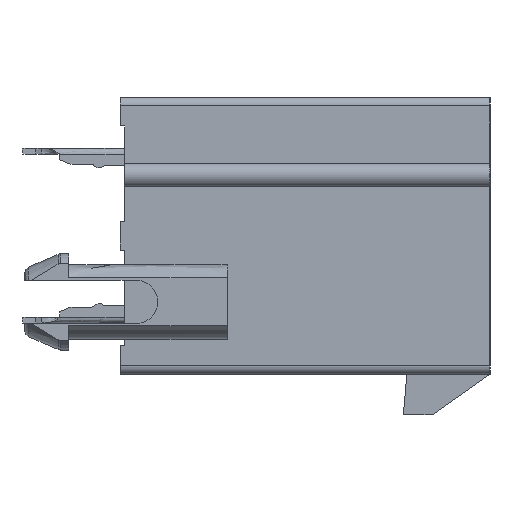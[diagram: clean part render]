
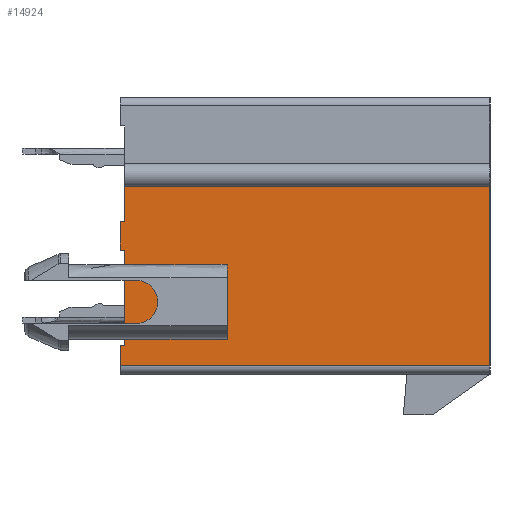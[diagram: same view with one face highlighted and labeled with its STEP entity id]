
A CAD part, left-side view. The second image highlights one B-rep face of the part: STEP entity #14924.
In plain terms, the highlighted planar face has unit normal (-1, 0, 0).
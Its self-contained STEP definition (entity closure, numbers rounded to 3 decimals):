
#85=CARTESIAN_POINT('',(-25.8,0.,1.7));
#86=VERTEX_POINT('',#85);
#94=CARTESIAN_POINT('',(-25.8,0.,-4.5));
#95=VERTEX_POINT('',#94);
#96=CARTESIAN_POINT('',(-25.8,0.,1.7));
#97=DIRECTION('',(0.,0.,-1.));
#98=VECTOR('',#97,6.2);
#99=LINE('',#96,#98);
#100=EDGE_CURVE('',#86,#95,#99,.T.);
#1390=CARTESIAN_POINT('',(-25.8,12.8,-4.5));
#1391=VERTEX_POINT('',#1390);
#1392=CARTESIAN_POINT('',(-25.8,0.,-4.5));
#1393=DIRECTION('',(0.,1.,0.));
#1394=VECTOR('',#1393,12.8);
#1395=LINE('',#1392,#1394);
#1396=EDGE_CURVE('',#95,#1391,#1395,.T.);
#2666=CARTESIAN_POINT('',(-25.8,12.8,0.5));
#2667=VERTEX_POINT('',#2666);
#2668=CARTESIAN_POINT('',(-25.8,12.65,0.5));
#2669=VERTEX_POINT('',#2668);
#2670=CARTESIAN_POINT('',(-25.8,12.8,0.5));
#2671=DIRECTION('',(0.,-1.,0.));
#2672=VECTOR('',#2671,0.15);
#2673=LINE('',#2670,#2672);
#2674=EDGE_CURVE('',#2667,#2669,#2673,.T.);
#2772=CARTESIAN_POINT('',(-25.8,12.8,-0.5));
#2773=VERTEX_POINT('',#2772);
#2780=CARTESIAN_POINT('',(-25.8,12.8,-0.5));
#2781=DIRECTION('',(0.,0.,1.));
#2782=VECTOR('',#2781,1.);
#2783=LINE('',#2780,#2782);
#2784=EDGE_CURVE('',#2773,#2667,#2783,.T.);
#2801=CARTESIAN_POINT('',(-25.8,12.65,-0.5));
#2802=VERTEX_POINT('',#2801);
#2803=CARTESIAN_POINT('',(-25.8,12.65,-0.5));
#2804=DIRECTION('',(0.,1.,0.));
#2805=VECTOR('',#2804,0.15);
#2806=LINE('',#2803,#2805);
#2807=EDGE_CURVE('',#2802,#2773,#2806,.T.);
#2832=CARTESIAN_POINT('',(-25.8,12.65,-3.8));
#2833=VERTEX_POINT('',#2832);
#2834=CARTESIAN_POINT('',(-25.8,12.65,-3.8));
#2835=DIRECTION('',(0.,0.,1.));
#2836=VECTOR('',#2835,3.3);
#2837=LINE('',#2834,#2836);
#2838=EDGE_CURVE('',#2833,#2802,#2837,.T.);
#2863=CARTESIAN_POINT('',(-25.8,12.8,-3.8));
#2864=VERTEX_POINT('',#2863);
#2865=CARTESIAN_POINT('',(-25.8,12.8,-3.8));
#2866=DIRECTION('',(0.,-1.,0.));
#2867=VECTOR('',#2866,0.15);
#2868=LINE('',#2865,#2867);
#2869=EDGE_CURVE('',#2864,#2833,#2868,.T.);
#2918=CARTESIAN_POINT('',(-25.8,12.8,-4.5));
#2919=DIRECTION('',(0.,0.,1.));
#2920=VECTOR('',#2919,0.7);
#2921=LINE('',#2918,#2920);
#2922=EDGE_CURVE('',#1391,#2864,#2921,.T.);
#14836=CARTESIAN_POINT('',(-25.8,12.65,1.7));
#14837=VERTEX_POINT('',#14836);
#14845=CARTESIAN_POINT('',(-25.8,12.65,1.7));
#14846=DIRECTION('',(0.,-1.,0.));
#14847=VECTOR('',#14846,12.65);
#14848=LINE('',#14845,#14847);
#14849=EDGE_CURVE('',#14837,#86,#14848,.T.);
#14864=CARTESIAN_POINT('',(-25.8,12.65,0.5));
#14865=DIRECTION('',(0.,0.,1.));
#14866=VECTOR('',#14865,1.2);
#14867=LINE('',#14864,#14866);
#14868=EDGE_CURVE('',#2669,#14837,#14867,.T.);
#14873=CARTESIAN_POINT('',(-25.8,6.4,0.));
#14874=DIRECTION('',(0.,-1.,0.));
#14875=DIRECTION('',(-1.,0.,0.));
#14876=AXIS2_PLACEMENT_3D('',#14873,#14875,#14874);
#14877=PLANE('',#14876);
#14878=ORIENTED_EDGE('',*,*,#14849,.F.);
#14879=ORIENTED_EDGE('',*,*,#14868,.F.);
#14880=ORIENTED_EDGE('',*,*,#2674,.F.);
#14881=ORIENTED_EDGE('',*,*,#2784,.F.);
#14882=ORIENTED_EDGE('',*,*,#2807,.F.);
#14883=ORIENTED_EDGE('',*,*,#2838,.F.);
#14884=ORIENTED_EDGE('',*,*,#2869,.F.);
#14885=ORIENTED_EDGE('',*,*,#2922,.F.);
#14886=ORIENTED_EDGE('',*,*,#1396,.F.);
#14887=ORIENTED_EDGE('',*,*,#100,.F.);
#14888=EDGE_LOOP('',(#14878,#14879,#14880,#14881,#14882,#14883,#14884,#14885,#14886,#14887));
#14889=FACE_OUTER_BOUND('',#14888,.T.);
#14890=CARTESIAN_POINT('',(-25.8,9.1,-1.459));
#14891=VERTEX_POINT('',#14890);
#14892=CARTESIAN_POINT('',(-25.8,9.1,-3.121));
#14893=VERTEX_POINT('',#14892);
#14894=CARTESIAN_POINT('',(-25.8,9.1,-1.459));
#14895=DIRECTION('',(0.,0.,-1.));
#14896=VECTOR('',#14895,1.661);
#14897=LINE('',#14894,#14896);
#14898=EDGE_CURVE('',#14891,#14893,#14897,.T.);
#14899=ORIENTED_EDGE('',*,*,#14898,.T.);
#14900=CARTESIAN_POINT('',(-25.8,11.5,-3.121));
#14901=VERTEX_POINT('',#14900);
#14902=CARTESIAN_POINT('',(-25.8,9.1,-3.121));
#14903=DIRECTION('',(0.,1.,0.));
#14904=VECTOR('',#14903,2.4);
#14905=LINE('',#14902,#14904);
#14906=EDGE_CURVE('',#14893,#14901,#14905,.T.);
#14907=ORIENTED_EDGE('',*,*,#14906,.T.);
#14908=CARTESIAN_POINT('',(-25.8,11.5,-1.459));
#14909=VERTEX_POINT('',#14908);
#14910=CARTESIAN_POINT('',(-25.8,11.5,-3.121));
#14911=DIRECTION('',(0.,0.,1.));
#14912=VECTOR('',#14911,1.661);
#14913=LINE('',#14910,#14912);
#14914=EDGE_CURVE('',#14901,#14909,#14913,.T.);
#14915=ORIENTED_EDGE('',*,*,#14914,.T.);
#14916=CARTESIAN_POINT('',(-25.8,11.5,-1.459));
#14917=DIRECTION('',(0.,-1.,0.));
#14918=VECTOR('',#14917,2.4);
#14919=LINE('',#14916,#14918);
#14920=EDGE_CURVE('',#14909,#14891,#14919,.T.);
#14921=ORIENTED_EDGE('',*,*,#14920,.T.);
#14922=EDGE_LOOP('',(#14899,#14907,#14915,#14921));
#14923=FACE_BOUND('',#14922,.T.);
#14924=ADVANCED_FACE('',(#14889,#14923),#14877,.T.);
